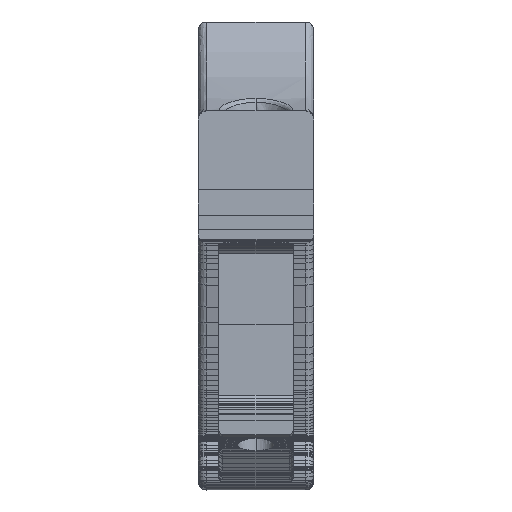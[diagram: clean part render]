
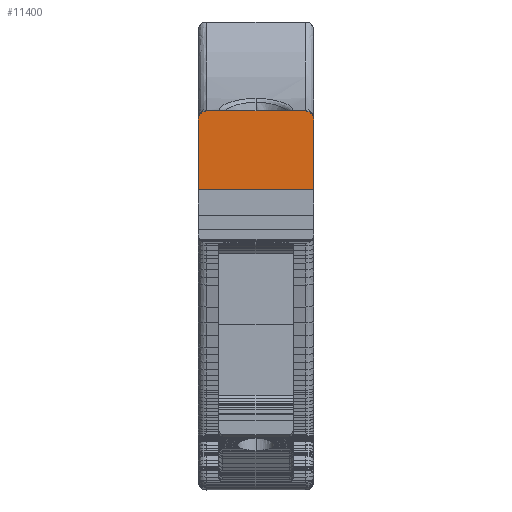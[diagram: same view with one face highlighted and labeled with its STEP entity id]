
A CAD part, left-side view. The second image highlights one B-rep face of the part: STEP entity #11400.
In plain terms, the highlighted free-form (B-spline) face has degree [1, 1] with [2, 2] control points.
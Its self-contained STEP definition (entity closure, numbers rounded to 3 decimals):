
#3435 = EDGE_CURVE('',#3436,#3438,#3440,.T.);
#3436 = VERTEX_POINT('',#3437);
#3437 = CARTESIAN_POINT('',(30.927,33.983,
    49.436));
#3438 = VERTEX_POINT('',#3439);
#3439 = CARTESIAN_POINT('',(30.927,14.975,
    49.436));
#3440 = B_SPLINE_CURVE_WITH_KNOTS('',1,(#3441,#3442),.UNSPECIFIED.,.F.,
  .F.,(2,2),(0.,14.15),.PIECEWISE_BEZIER_KNOTS.);
#3441 = CARTESIAN_POINT('',(30.927,33.983,
    49.436));
#3442 = CARTESIAN_POINT('',(30.927,14.975,
    49.436));
#10435 = VERTEX_POINT('',#10436);
#10436 = CARTESIAN_POINT('',(30.927,14.975,
    61.114));
#10441 = EDGE_CURVE('',#10435,#3438,#10442,.T.);
#10442 = B_SPLINE_CURVE_WITH_KNOTS('',1,(#10443,#10444),.UNSPECIFIED.,
  .F.,.F.,(2,2),(0.,8.694),.PIECEWISE_BEZIER_KNOTS.);
#10443 = CARTESIAN_POINT('',(30.927,14.975,
    61.114));
#10444 = CARTESIAN_POINT('',(30.927,14.975,
    49.436));
#11354 = VERTEX_POINT('',#11355);
#11355 = CARTESIAN_POINT('',(30.927,16.319,
    62.457));
#11360 = EDGE_CURVE('',#11361,#11354,#11363,.T.);
#11361 = VERTEX_POINT('',#11362);
#11362 = CARTESIAN_POINT('',(30.927,32.639,
    62.457));
#11363 = B_SPLINE_CURVE_WITH_KNOTS('',1,(#11364,#11365),.UNSPECIFIED.,
  .F.,.F.,(2,2),(0.,12.15),.PIECEWISE_BEZIER_KNOTS.);
#11364 = CARTESIAN_POINT('',(30.927,32.639,
    62.457));
#11365 = CARTESIAN_POINT('',(30.927,16.319,
    62.457));
#11400 = ADVANCED_FACE('',(#11401),#11425,.T.);
#11401 = FACE_BOUND('',#11402,.T.);
#11402 = EDGE_LOOP('',(#11403,#11404,#11412,#11417,#11418,#11419));
#11403 = ORIENTED_EDGE('',*,*,#11360,.F.);
#11404 = ORIENTED_EDGE('',*,*,#11405,.F.);
#11405 = EDGE_CURVE('',#11406,#11361,#11408,.T.);
#11406 = VERTEX_POINT('',#11407);
#11407 = CARTESIAN_POINT('',(30.927,33.983,
    61.114));
#11408 = ( BOUNDED_CURVE() B_SPLINE_CURVE(2,(#11409,#11410,#11411),
.UNSPECIFIED.,.F.,.F.) B_SPLINE_CURVE_WITH_KNOTS((3,3),(0.,
1.571),.PIECEWISE_BEZIER_KNOTS.) CURVE() 
GEOMETRIC_REPRESENTATION_ITEM() RATIONAL_B_SPLINE_CURVE((1.,
0.707,1.)) REPRESENTATION_ITEM('') );
#11409 = CARTESIAN_POINT('',(30.927,33.983,
    61.114));
#11410 = CARTESIAN_POINT('',(30.927,33.983,
    62.457));
#11411 = CARTESIAN_POINT('',(30.927,32.639,
    62.457));
#11412 = ORIENTED_EDGE('',*,*,#11413,.T.);
#11413 = EDGE_CURVE('',#11406,#3436,#11414,.T.);
#11414 = B_SPLINE_CURVE_WITH_KNOTS('',1,(#11415,#11416),.UNSPECIFIED.,
  .F.,.F.,(2,2),(0.,8.694),.PIECEWISE_BEZIER_KNOTS.);
#11415 = CARTESIAN_POINT('',(30.927,33.983,
    61.114));
#11416 = CARTESIAN_POINT('',(30.927,33.983,
    49.436));
#11417 = ORIENTED_EDGE('',*,*,#3435,.T.);
#11418 = ORIENTED_EDGE('',*,*,#10441,.F.);
#11419 = ORIENTED_EDGE('',*,*,#11420,.T.);
#11420 = EDGE_CURVE('',#10435,#11354,#11421,.T.);
#11421 = ( BOUNDED_CURVE() B_SPLINE_CURVE(2,(#11422,#11423,#11424),
.UNSPECIFIED.,.F.,.F.) B_SPLINE_CURVE_WITH_KNOTS((3,3),(0.,
1.571),.PIECEWISE_BEZIER_KNOTS.) CURVE() 
GEOMETRIC_REPRESENTATION_ITEM() RATIONAL_B_SPLINE_CURVE((1.,
0.707,1.)) REPRESENTATION_ITEM('') );
#11422 = CARTESIAN_POINT('',(30.927,14.975,
    61.114));
#11423 = CARTESIAN_POINT('',(30.927,14.975,
    62.457));
#11424 = CARTESIAN_POINT('',(30.927,16.319,
    62.457));
#11425 = B_SPLINE_SURFACE_WITH_KNOTS('',1,1,(
    (#11426,#11427)
    ,(#11428,#11429
    )),.UNSPECIFIED.,.F.,.F.,.F.,(2,2),(2,2),(0.,14.15),(-4.846,
    4.847),.PIECEWISE_BEZIER_KNOTS.);
#11426 = CARTESIAN_POINT('',(30.927,33.983,
    49.436));
#11427 = CARTESIAN_POINT('',(30.927,33.983,
    62.457));
#11428 = CARTESIAN_POINT('',(30.927,14.975,
    49.436));
#11429 = CARTESIAN_POINT('',(30.927,14.975,
    62.457));
